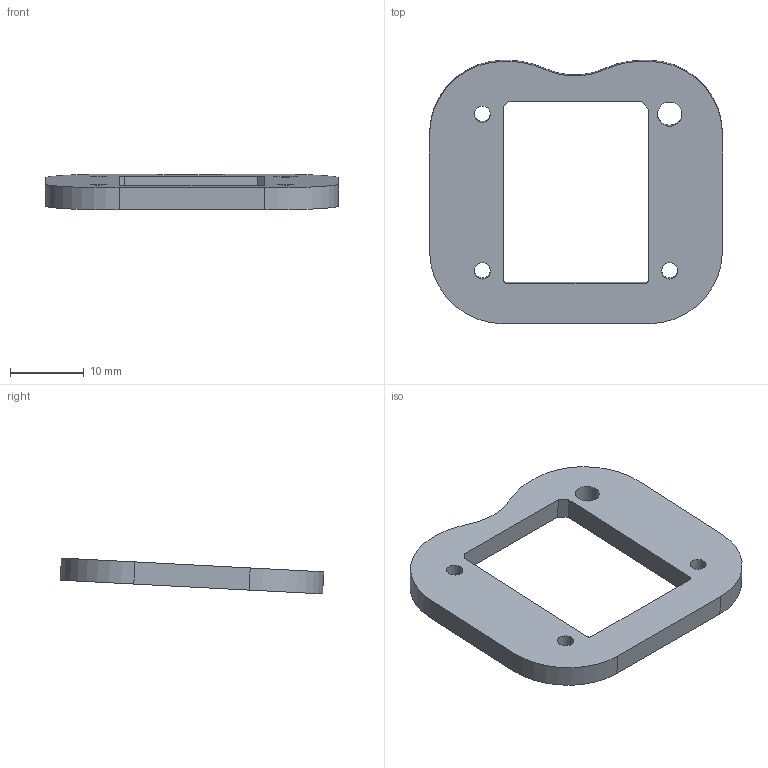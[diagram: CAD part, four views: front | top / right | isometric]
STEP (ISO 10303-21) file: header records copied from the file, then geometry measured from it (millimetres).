
FILE_DESCRIPTION(/* description */ (''),/* implementation_level */ '2;1');
FILE_NAME(/* name */ '7-2.step',/* time_stamp */ '2023-11-19T16:07:26+08:00',/* author */ (''),/* organization */ (''),/* preprocessor_version */ 'ST-DEVELOPER v20',/* originating_system */ 'Autodesk Translation Framework v12.14.0.127',/* authorisation */ '');
FILE_SCHEMA (('AUTOMOTIVE_DESIGN { 1 0 10303 214 3 1 1 }'));
Length unit declared in the file: millimetre
Products named in the file (1): 7-2
Bounding box: 39.77 x 35.76 x 4.86 mm (x, y, z)
Volume: 2421.3 mm3; surface area: 2372.8 mm2
Topology: 1 solids, 1 shells, 26 faces, 72 edges, 48 vertices
Faces by surface type: plane 13, cylinder 11, bspline 2
Full cylindrical faces by diameter (mm): 2.2 x3, 3.3 x1
Entity records: 921 total; most frequent: CARTESIAN_POINT 195, ORIENTED_EDGE 144, DIRECTION 138, EDGE_CURVE 72, VERTEX_POINT 48, AXIS2_PLACEMENT_3D 47, LINE 44, VECTOR 44
